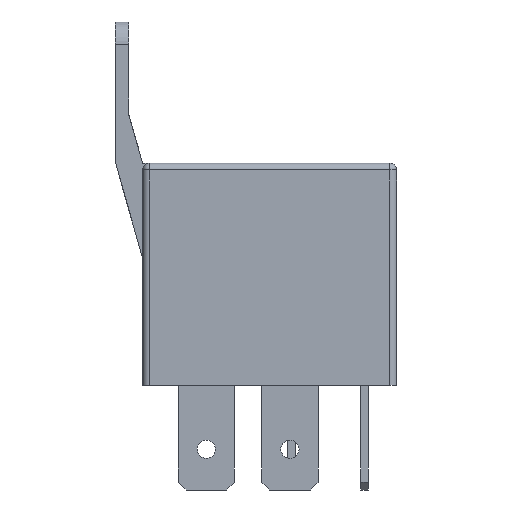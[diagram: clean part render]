
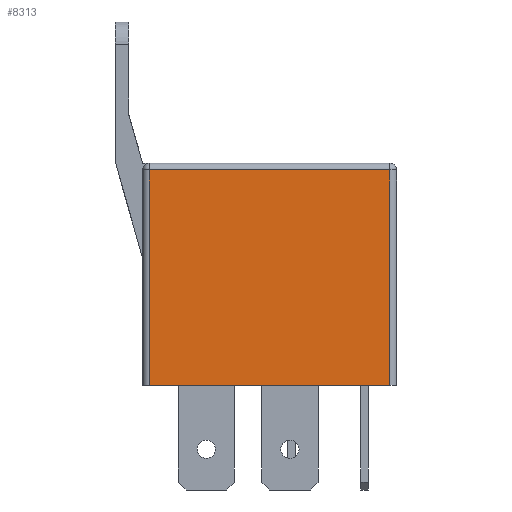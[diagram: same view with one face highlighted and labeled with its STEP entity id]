
A CAD part, left-side view. The second image highlights one B-rep face of the part: STEP entity #8313.
In plain terms, the highlighted planar face has unit normal (-1, 0, 0).
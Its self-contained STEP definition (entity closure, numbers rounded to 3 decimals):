
#704=ORIENTED_EDGE('',*,*,#2413,.T.);
#705=ORIENTED_EDGE('',*,*,#2414,.T.);
#706=ORIENTED_EDGE('',*,*,#2393,.F.);
#707=ORIENTED_EDGE('',*,*,#2415,.T.);
#2393=EDGE_CURVE('',#3252,#3253,#3819,.T.);
#2413=EDGE_CURVE('',#3270,#3271,#3838,.T.);
#2414=EDGE_CURVE('',#3271,#3253,#3839,.T.);
#2415=EDGE_CURVE('',#3252,#3270,#3840,.F.);
#3252=VERTEX_POINT('',#10683);
#3253=VERTEX_POINT('',#10685);
#3270=VERTEX_POINT('',#10725);
#3271=VERTEX_POINT('',#10726);
#3819=LINE('',#10684,#4271);
#3838=LINE('',#10724,#4290);
#3839=LINE('',#10727,#4291);
#3840=LINE('',#10728,#4292);
#4271=VECTOR('',#9179,1000.);
#4290=VECTOR('',#9206,1000.);
#4291=VECTOR('',#9207,1000.);
#4292=VECTOR('',#9208,1000.);
#4656=EDGE_LOOP('',(#704,#705,#706,#707));
#5080=FACE_BOUND('',#4656,.T.);
#5483=PLANE('',#8709);
#8313=ADVANCED_FACE('',(#5080),#5483,.T.);
#8709=AXIS2_PLACEMENT_3D('',#10723,#9204,#9205);
#9179=DIRECTION('',(0.,1.,0.));
#9204=DIRECTION('',(-1.,0.,0.));
#9205=DIRECTION('',(0.,0.,-1.));
#9206=DIRECTION('',(0.,1.,0.));
#9207=DIRECTION('',(0.,0.,-1.));
#9208=DIRECTION('',(0.,0.,-1.));
#10683=CARTESIAN_POINT('',(-13.83,-11.278,0.));
#10684=CARTESIAN_POINT('',(-13.83,-12.04,0.));
#10685=CARTESIAN_POINT('',(-13.83,15.875,0.));
#10723=CARTESIAN_POINT('',(-13.83,-12.04,25.095));
#10724=CARTESIAN_POINT('',(-13.83,16.637,24.333));
#10725=CARTESIAN_POINT('',(-13.83,-11.278,24.333));
#10726=CARTESIAN_POINT('',(-13.83,15.875,24.333));
#10727=CARTESIAN_POINT('',(-13.83,15.875,25.095));
#10728=CARTESIAN_POINT('',(-13.83,-11.278,25.095));
